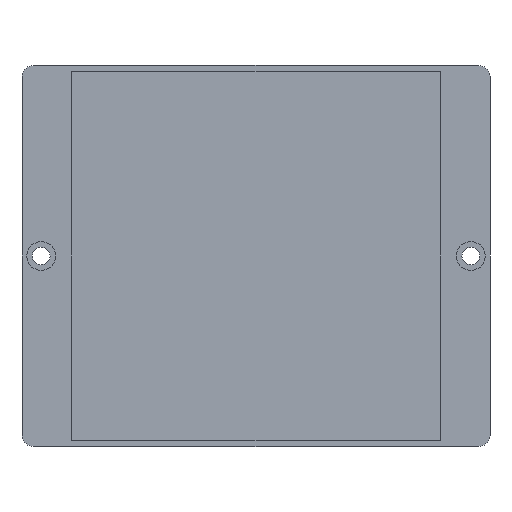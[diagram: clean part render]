
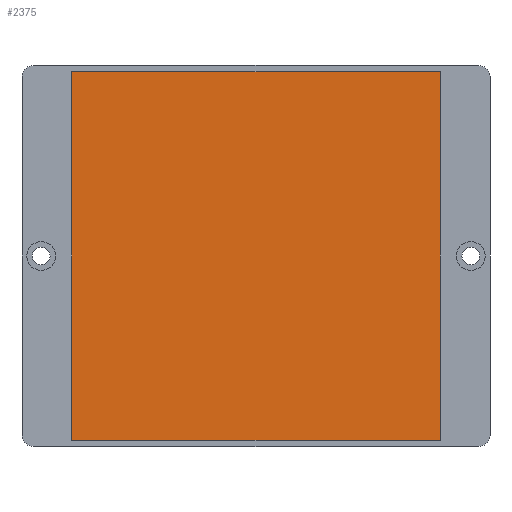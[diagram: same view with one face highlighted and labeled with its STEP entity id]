
A CAD part, front view. The second image highlights one B-rep face of the part: STEP entity #2375.
In plain terms, the highlighted planar face has unit normal (0, -1, 0).
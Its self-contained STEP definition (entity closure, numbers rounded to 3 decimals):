
#532=DIRECTION('',(0.,0.,-1.));
#533=VECTOR('',#532,96.);
#534=CARTESIAN_POINT('',(48.,0.1,48.));
#535=LINE('',#534,#533);
#536=DIRECTION('',(-1.,0.,0.));
#537=VECTOR('',#536,96.);
#538=CARTESIAN_POINT('',(48.,0.1,-48.));
#539=LINE('',#538,#537);
#540=DIRECTION('',(0.,0.,1.));
#541=VECTOR('',#540,96.);
#542=CARTESIAN_POINT('',(-48.,0.1,-48.));
#543=LINE('',#542,#541);
#544=DIRECTION('',(1.,0.,0.));
#545=VECTOR('',#544,96.);
#546=CARTESIAN_POINT('',(-48.,0.1,48.));
#547=LINE('',#546,#545);
#1401=CARTESIAN_POINT('',(48.,0.1,48.));
#1402=VERTEX_POINT('',#1401);
#1403=CARTESIAN_POINT('',(-48.,0.1,48.));
#1404=VERTEX_POINT('',#1403);
#1405=CARTESIAN_POINT('',(48.,0.1,-48.));
#1406=VERTEX_POINT('',#1405);
#1407=CARTESIAN_POINT('',(-48.,0.1,-48.));
#1408=VERTEX_POINT('',#1407);
#2364=CARTESIAN_POINT('',(0.,0.1,0.));
#2365=DIRECTION('',(0.,-1.,0.));
#2366=DIRECTION('',(0.,0.,-1.));
#2367=AXIS2_PLACEMENT_3D('',#2364,#2365,#2366);
#2368=PLANE('',#2367);
#2369=ORIENTED_EDGE('',*,*,#2331,.T.);
#2370=ORIENTED_EDGE('',*,*,#2345,.T.);
#2371=ORIENTED_EDGE('',*,*,#2358,.T.);
#2372=ORIENTED_EDGE('',*,*,#2316,.T.);
#2373=EDGE_LOOP('',(#2369,#2370,#2371,#2372));
#2374=FACE_OUTER_BOUND('',#2373,.F.);
#2375=ADVANCED_FACE('',(#2374),#2368,.T.);
#2316=EDGE_CURVE('',#1404,#1402,#547,.T.);
#2331=EDGE_CURVE('',#1402,#1406,#535,.T.);
#2345=EDGE_CURVE('',#1406,#1408,#539,.T.);
#2358=EDGE_CURVE('',#1408,#1404,#543,.T.);
